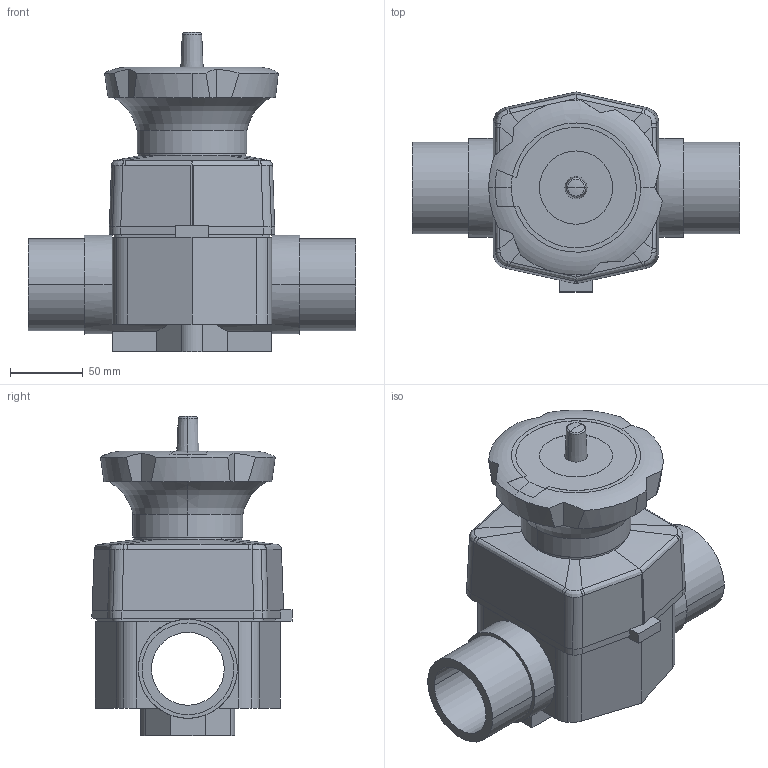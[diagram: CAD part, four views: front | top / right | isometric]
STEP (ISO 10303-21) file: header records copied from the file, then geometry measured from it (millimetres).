
FILE_DESCRIPTION(('STEP AP214'),'1');
FILE_NAME('dkdv063e.stp','2017-04-07T14:51:38',('TraceParts'),('TraceParts S.A.'),'Spatial InterOp 3D',' ',' ');
FILE_SCHEMA(('automotive_design'));
Length unit declared in the file: millimetre
Products named in the file (4): dkdv063e_1; dkdv063e_2; dkdv063e_3; dkdv063e_4
Bounding box: 225 x 137.37 x 219.45 mm (x, y, z)
Volume: 1840901.1 mm3; surface area: 198560.1 mm2
Topology: 4 solids, 4 shells, 190 faces, 493 edges, 316 vertices
Faces by surface type: plane 81, cylinder 62, bspline 30, cone 9, torus 8
Entity records: 9008 total; most frequent: CARTESIAN_POINT 2838, ORIENTED_EDGE 982, DIRECTION 930, EDGE_CURVE 491, AXIS2_PLACEMENT_3D 351, VERTEX_POINT 316, LINE 228, VECTOR 228
